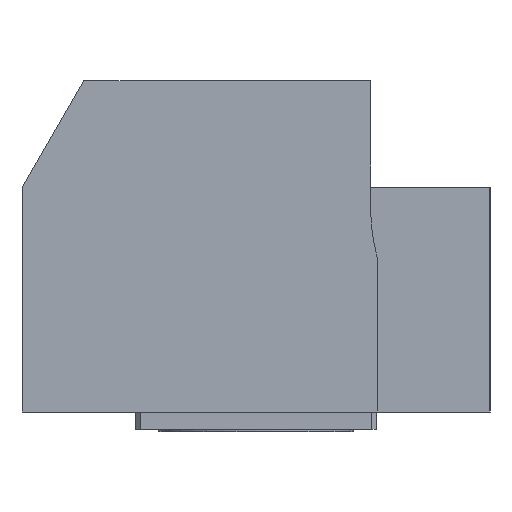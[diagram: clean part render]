
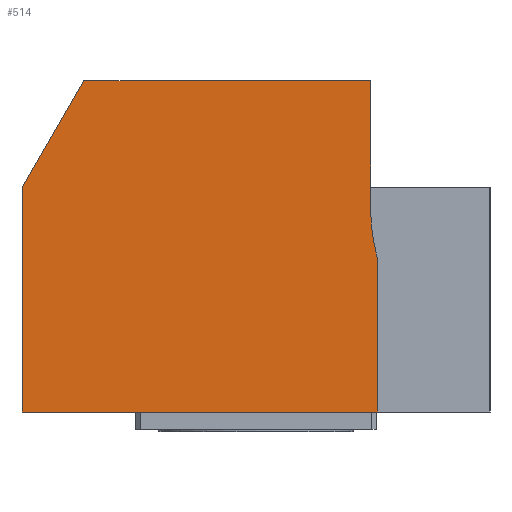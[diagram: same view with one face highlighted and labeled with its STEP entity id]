
A CAD part, left-side view. The second image highlights one B-rep face of the part: STEP entity #514.
In plain terms, the highlighted planar face has unit normal (-1, 0, 0).
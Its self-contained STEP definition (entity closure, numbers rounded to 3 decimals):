
#100=LINE('',#2341,#256);
#125=LINE('',#2391,#281);
#126=LINE('',#2395,#282);
#127=LINE('',#2397,#283);
#128=LINE('',#2399,#284);
#129=LINE('',#2401,#285);
#256=VECTOR('',#1804,1.);
#281=VECTOR('',#1835,1.);
#282=VECTOR('',#1838,1.);
#283=VECTOR('',#1839,1.);
#284=VECTOR('',#1840,1.);
#285=VECTOR('',#1841,1.);
#372=PLANE('',#1572);
#439=FACE_OUTER_BOUND('',#651,.T.);
#514=ADVANCED_FACE('',(#439),#372,.F.);
#651=EDGE_LOOP('',(#867,#868,#869,#870,#871,#872,#873));
#867=ORIENTED_EDGE('',*,*,#1323,.F.);
#868=ORIENTED_EDGE('',*,*,#1348,.F.);
#869=ORIENTED_EDGE('',*,*,#1349,.F.);
#870=ORIENTED_EDGE('',*,*,#1350,.F.);
#871=ORIENTED_EDGE('',*,*,#1351,.T.);
#872=ORIENTED_EDGE('',*,*,#1352,.F.);
#873=ORIENTED_EDGE('',*,*,#1353,.T.);
#1173=VERTEX_POINT('',#2340);
#1174=VERTEX_POINT('',#2342);
#1196=VERTEX_POINT('',#2392);
#1197=VERTEX_POINT('',#2394);
#1198=VERTEX_POINT('',#2396);
#1199=VERTEX_POINT('',#2398);
#1200=VERTEX_POINT('',#2400);
#1323=EDGE_CURVE('',#1173,#1174,#100,.T.);
#1348=EDGE_CURVE('',#1196,#1173,#125,.T.);
#1349=EDGE_CURVE('',#1197,#1196,#1464,.T.);
#1350=EDGE_CURVE('',#1198,#1197,#126,.T.);
#1351=EDGE_CURVE('',#1198,#1199,#127,.T.);
#1352=EDGE_CURVE('',#1200,#1199,#128,.T.);
#1353=EDGE_CURVE('',#1200,#1174,#129,.T.);
#1464=CIRCLE('',#1571,40.);
#1571=AXIS2_PLACEMENT_3D('',#2393,#1836,#1837);
#1572=AXIS2_PLACEMENT_3D('',#2402,#1842,#1843);
#1804=DIRECTION('',(0.,1.,0.));
#1835=DIRECTION('',(0.,0.,-1.));
#1836=DIRECTION('',(-1.,0.,0.));
#1837=DIRECTION('',(0.,0.,-1.));
#1838=DIRECTION('',(0.,0.,-1.));
#1839=DIRECTION('',(0.,1.,0.));
#1840=DIRECTION('',(0.,-0.5,0.866));
#1841=DIRECTION('',(0.,0.,-1.));
#1842=DIRECTION('',(1.,0.,0.));
#1843=DIRECTION('',(0.,0.,1.));
#2340=CARTESIAN_POINT('',(-49.,-25.,-46.));
#2341=CARTESIAN_POINT('',(-49.,-48.,-46.));
#2342=CARTESIAN_POINT('',(-49.,48.,-46.));
#2391=CARTESIAN_POINT('',(-49.,-25.,-14.851));
#2392=CARTESIAN_POINT('',(-49.,-25.,-14.851));
#2393=CARTESIAN_POINT('',(-49.,-63.5,-4.));
#2394=CARTESIAN_POINT('',(-49.,-23.5,-4.));
#2395=CARTESIAN_POINT('',(-49.,-23.5,31.628));
#2396=CARTESIAN_POINT('',(-49.,-23.5,22.));
#2397=CARTESIAN_POINT('',(-49.,-48.,22.));
#2398=CARTESIAN_POINT('',(-49.,35.298,22.));
#2399=CARTESIAN_POINT('',(-49.,14.474,58.069));
#2400=CARTESIAN_POINT('',(-49.,48.,0.));
#2401=CARTESIAN_POINT('',(-49.,48.,22.));
#2402=CARTESIAN_POINT('',(-49.,-48.,22.));
